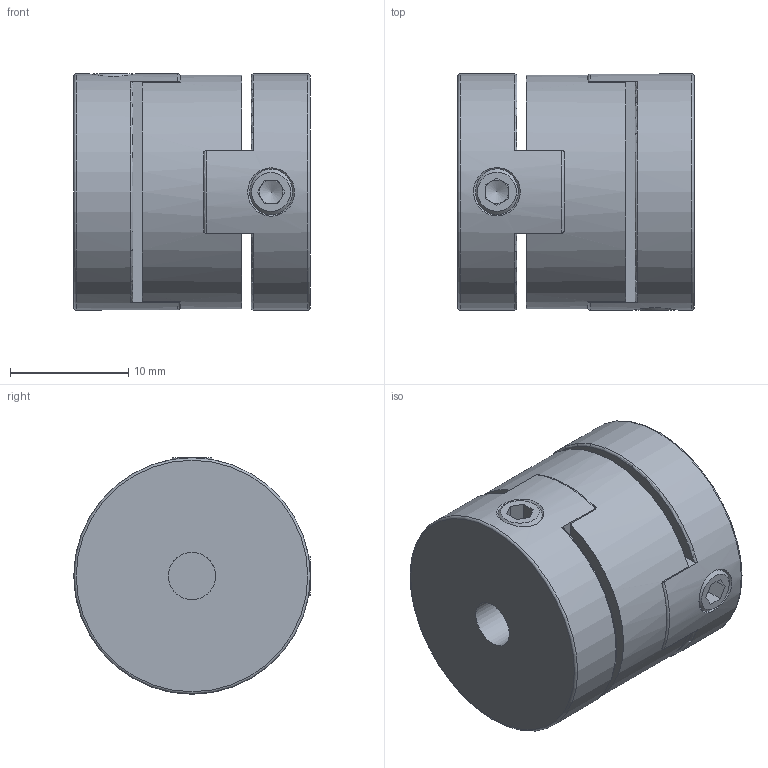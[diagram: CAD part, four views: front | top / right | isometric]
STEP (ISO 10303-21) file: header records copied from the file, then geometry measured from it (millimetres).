
FILE_DESCRIPTION( ( 'Unknown' ), '1' );
FILE_NAME( 'MOH 20.stp', 'Unknown', ( 'Unknown' ), ( 'Unknown' ), 'PSStep 10.1', 'Unknown', ' ' );
FILE_SCHEMA( ( 'AUTOMOTIVE_DESIGN { 1 0 10303 214 1 1 1 1 }' ) );
Length unit declared in the file: millimetre
Products named in the file (1): KT103061
Bounding box: 20 x 20 x 20 mm (x, y, z)
Volume: 5678.7 mm3; surface area: 2867.3 mm2
Topology: 1 solids, 1 shells, 87 faces, 226 edges, 138 vertices
Faces by surface type: plane 50, cylinder 19, torus 10, cone 6, bspline 2
Full cylindrical faces by diameter (mm): 3.242 x2, 4 x2, 19.8 x1, 20 x2
Entity records: 3504 total; most frequent: CARTESIAN_POINT 898, ORIENTED_EDGE 376, DIRECTION 372, EDGE_CURVE 188, AXIS2_PLACEMENT_3D 136, VERTEX_POINT 124, EDGE_LOOP 112, LINE 100
